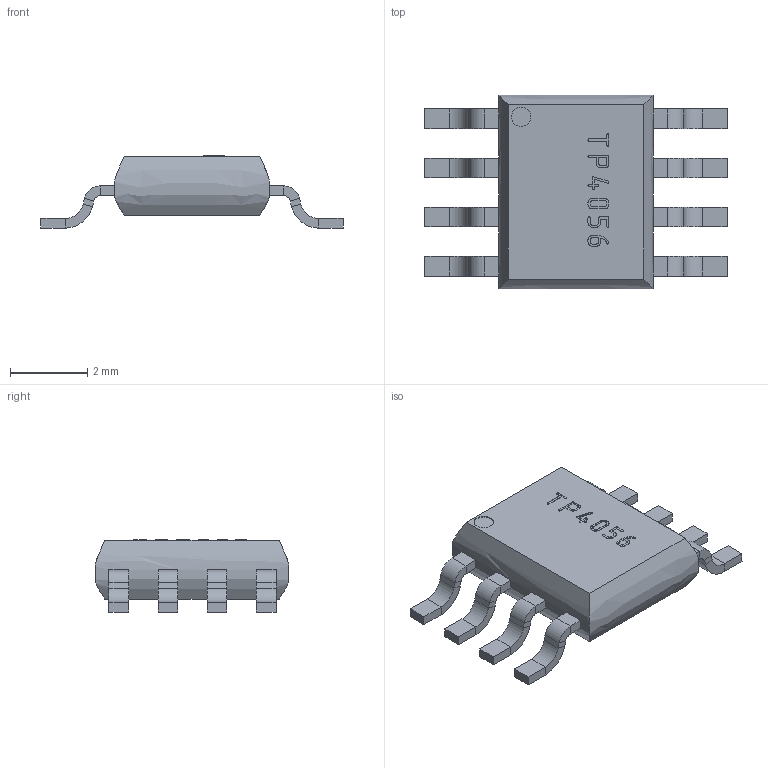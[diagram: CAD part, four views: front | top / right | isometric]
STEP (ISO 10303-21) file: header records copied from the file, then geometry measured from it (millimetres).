
FILE_DESCRIPTION(('STEP AP242'), '1');
FILE_NAME('TP4056', '', ('UNSPECIFIED'), ('UNSPECIFIED'), 'C3D Converter', 'C3D Toolkit', '');
FILE_SCHEMA(('AP242_MANAGED_MODEL_BASED_3D_ENGINEERING_MIM_LF { 1 0 10303 442 1 1 4 }'));
Length unit declared in the file: millimetre
Bounding box: 7.8 x 5 x 1.86 mm (x, y, z)
Volume: 30.6 mm3; surface area: 88.3 mm2
Topology: 1 solids, 1 shells, 343 faces, 846 edges, 524 vertices
Faces by surface type: plane 174, extrusion 100, revolution 64, bspline 4, cylinder 1
Full cylindrical faces by diameter (mm): 0.5 x1
Entity records: 13554 total; most frequent: CARTESIAN_POINT 3130, ORIENTED_EDGE 1680, DIRECTION 1206, EDGE_CURVE 840, VECTOR 654, LINE 554, VERTEX_POINT 518, B_SPLINE_CURVE_WITH_KNOTS 384
